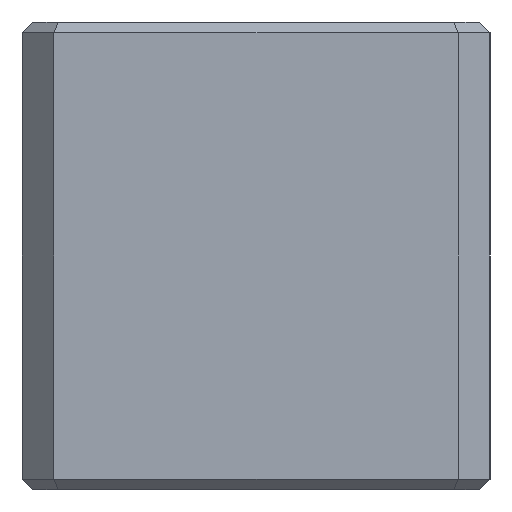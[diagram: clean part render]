
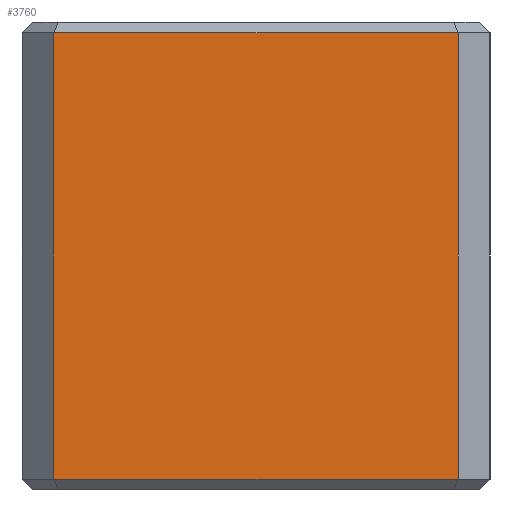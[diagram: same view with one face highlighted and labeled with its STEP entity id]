
A CAD part, left-side view. The second image highlights one B-rep face of the part: STEP entity #3760.
In plain terms, the highlighted planar face has unit normal (-1, 0, 0).
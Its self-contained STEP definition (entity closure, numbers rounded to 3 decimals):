
#232=FACE_OUTER_BOUND('',#481,.T.);
#481=EDGE_LOOP('',(#2771,#2772,#2773,#2774));
#823=LINE('',#5619,#1291);
#850=LINE('',#5672,#1318);
#852=LINE('',#5676,#1320);
#853=LINE('',#5677,#1321);
#1291=VECTOR('',#4490,10.);
#1318=VECTOR('',#4537,10.);
#1320=VECTOR('',#4541,10.);
#1321=VECTOR('',#4542,10.);
#1739=VERTEX_POINT('',#5616);
#1740=VERTEX_POINT('',#5618);
#1756=VERTEX_POINT('',#5671);
#1757=VERTEX_POINT('',#5675);
#2101=EDGE_CURVE('',#1739,#1740,#823,.T.);
#2128=EDGE_CURVE('',#1740,#1756,#850,.T.);
#2130=EDGE_CURVE('',#1757,#1739,#852,.T.);
#2131=EDGE_CURVE('',#1756,#1757,#853,.T.);
#2771=ORIENTED_EDGE('',*,*,#2101,.F.);
#2772=ORIENTED_EDGE('',*,*,#2130,.F.);
#2773=ORIENTED_EDGE('',*,*,#2131,.F.);
#2774=ORIENTED_EDGE('',*,*,#2128,.F.);
#3591=PLANE('',#4011);
#3760=ADVANCED_FACE('',(#232),#3591,.T.);
#4011=AXIS2_PLACEMENT_3D('',#5674,#4539,#4540);
#4490=DIRECTION('',(0.,1.,0.));
#4537=DIRECTION('',(0.,0.,1.));
#4539=DIRECTION('center_axis',(-1.,0.,0.));
#4540=DIRECTION('ref_axis',(0.,1.,0.));
#4541=DIRECTION('',(0.,0.,-1.));
#4542=DIRECTION('',(0.,-1.,0.));
#5616=CARTESIAN_POINT('',(-11.,-29.,-41.6));
#5618=CARTESIAN_POINT('',(-11.,9.,-41.6));
#5619=CARTESIAN_POINT('',(-11.,-21.,-41.6));
#5671=CARTESIAN_POINT('',(-11.,9.,0.4));
#5672=CARTESIAN_POINT('',(-11.,9.,1.4));
#5674=CARTESIAN_POINT('Origin',(-11.,-32.,1.4));
#5675=CARTESIAN_POINT('',(-11.,-29.,0.4));
#5676=CARTESIAN_POINT('',(-11.,-29.,1.4));
#5677=CARTESIAN_POINT('',(-11.,-21.,0.4));
